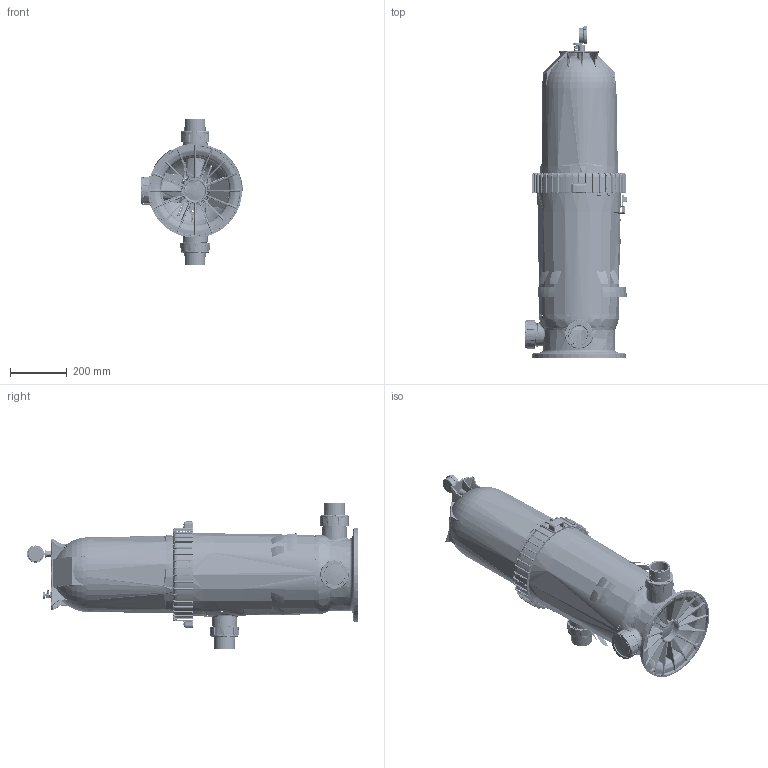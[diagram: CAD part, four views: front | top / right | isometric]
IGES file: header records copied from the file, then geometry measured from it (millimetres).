
Start section: SolidWorks IGES file using analytic representation for surfaces
Global section: file name: CS200.IGS; native system: SolidWorks 2016; preprocessor: SolidWorks 2016; author: Karl.Kendrick; date: 170612.135424; units: inch
Bounding box: 360.47 x 1167.99 x 511.94 mm (x, y, z)
Surface area: 1969692.7 mm2 (no closed solid volume)
Topology: 0 solids, 0 shells, 2661 faces, 48683 edges, 48598 vertices
Faces by surface type: bspline 1724, revolution 937
